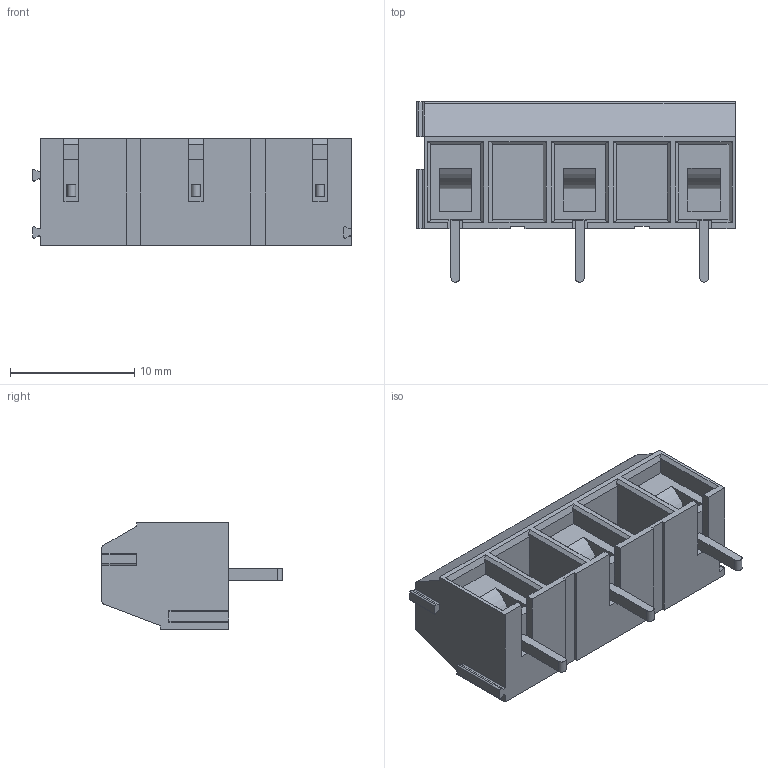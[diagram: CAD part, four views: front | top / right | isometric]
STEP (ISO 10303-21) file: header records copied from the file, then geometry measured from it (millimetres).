
FILE_DESCRIPTION(('STEP AP214'),'1');
FILE_NAME('MBE153-10-V.stp','2018-04-13T10:12:35',(' '),(' '),'Spatial InterOp 3D',' ',' ');
FILE_SCHEMA(('automotive_design'));
Length unit declared in the file: metre
Products named in the file (1): 1
Bounding box: 25.6 x 14.5 x 8.6 mm (x, y, z)
Volume: 1291.8 mm3; surface area: 1937.6 mm2
Topology: 1 solids, 1 shells, 217 faces, 593 edges, 397 vertices
Faces by surface type: plane 171, cylinder 43, torus 3
Full cylindrical faces by diameter (mm): 2.5 x5, 3.3 x3, 3.4 x5
Entity records: 8413 total; most frequent: CARTESIAN_POINT 1170, ORIENTED_EDGE 1132, DIRECTION 1106, EDGE_CURVE 566, LINE 462, VECTOR 462, VERTEX_POINT 386, AXIS2_PLACEMENT_3D 322
